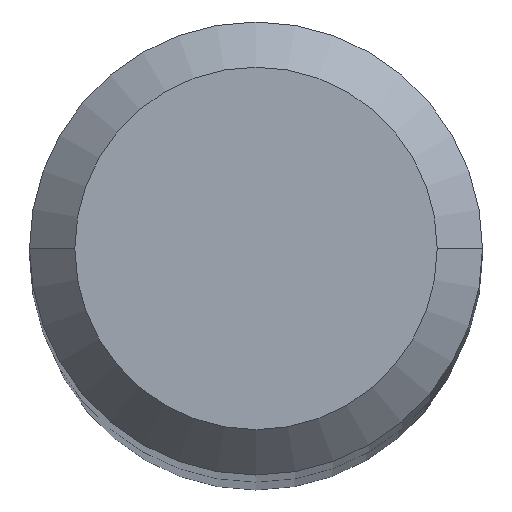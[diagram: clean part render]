
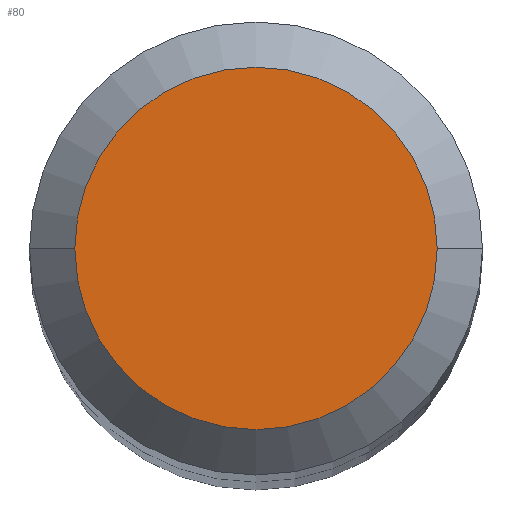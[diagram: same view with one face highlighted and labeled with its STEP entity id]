
A CAD part, top view. The second image highlights one B-rep face of the part: STEP entity #80.
In plain terms, the highlighted planar face has unit normal (0, 0, 1).
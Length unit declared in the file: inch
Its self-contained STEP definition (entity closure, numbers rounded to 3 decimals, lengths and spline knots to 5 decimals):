
#21 = VERTEX_POINT ( 'NONE', #311 ) ;
#59 = CARTESIAN_POINT ( 'NONE',  ( 0., 0., 0. ) ) ;
#63 = ORIENTED_EDGE ( 'NONE', *, *, #145, .T. ) ;
#80 = ADVANCED_FACE ( 'NONE', ( #323 ), #94, .F. ) ;
#94 = PLANE ( 'NONE',  #396 ) ;
#143 = DIRECTION ( 'NONE',  ( 0., 0., 1. ) ) ;
#145 = EDGE_CURVE ( 'NONE', #187, #21, #186, .T. ) ;
#147 = CARTESIAN_POINT ( 'NONE',  ( 0., 0., 0. ) ) ;
#149 = DIRECTION ( 'NONE',  ( 1., 0., 0. ) ) ;
#186 = CIRCLE ( 'NONE', #282, 0.063 ) ;
#187 = VERTEX_POINT ( 'NONE', #262 ) ;
#220 = AXIS2_PLACEMENT_3D ( 'NONE', #453, #369, #372 ) ;
#262 = CARTESIAN_POINT ( 'NONE',  ( -0.063, 0., 0. ) ) ;
#282 = AXIS2_PLACEMENT_3D ( 'NONE', #147, #143, #149 ) ;
#283 = EDGE_CURVE ( 'NONE', #21, #187, #417, .T. ) ;
#311 = CARTESIAN_POINT ( 'NONE',  ( 0.063, 0., 0. ) ) ;
#323 = FACE_OUTER_BOUND ( 'NONE', #452, .T. ) ;
#324 = ORIENTED_EDGE ( 'NONE', *, *, #283, .T. ) ;
#365 = DIRECTION ( 'NONE',  ( 0., 0., -1. ) ) ;
#369 = DIRECTION ( 'NONE',  ( 0., 0., 1. ) ) ;
#372 = DIRECTION ( 'NONE',  ( 1., 0., 0. ) ) ;
#396 = AXIS2_PLACEMENT_3D ( 'NONE', #59, #365, #425 ) ;
#417 = CIRCLE ( 'NONE', #220, 0.063 ) ;
#425 = DIRECTION ( 'NONE',  ( -1., 0., 0. ) ) ;
#452 = EDGE_LOOP ( 'NONE', ( #63, #324 ) ) ;
#453 = CARTESIAN_POINT ( 'NONE',  ( 0., 0., 0. ) ) ;
